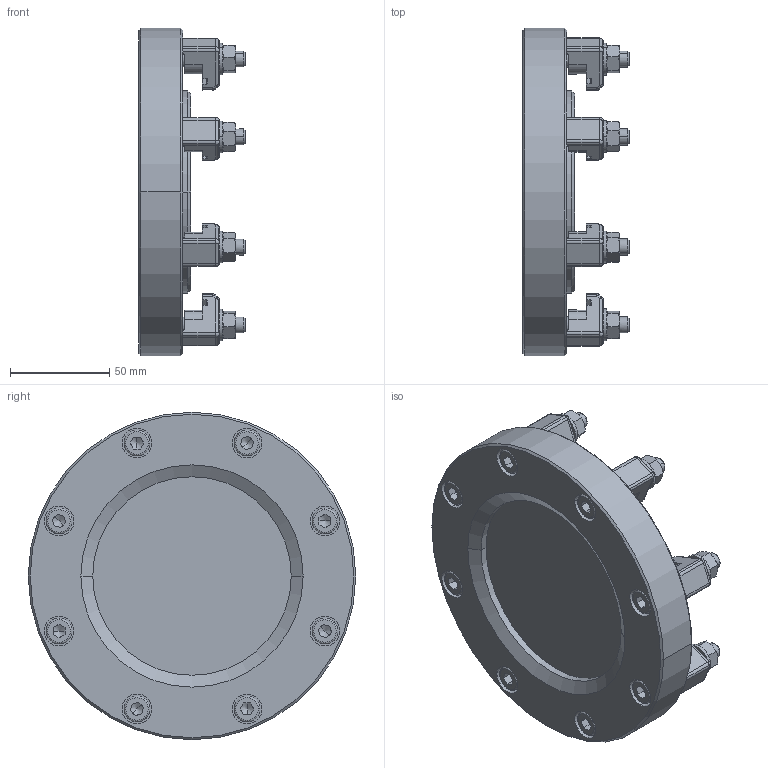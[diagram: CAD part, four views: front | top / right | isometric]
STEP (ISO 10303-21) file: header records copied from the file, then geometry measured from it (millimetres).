
FILE_DESCRIPTION(('FreeCAD Model'),'2;1');
FILE_NAME('ISO100SGV.step','2022-02-04T10:27:06',('Author'),( ''),'Open CASCADE STEP processor 7.3','FreeCAD','Unknown');
FILE_SCHEMA(('AUTOMOTIVE_DESIGN { 1 0 10303 214 1 1 1 1 }'));
Products named in the file (1): ISO100SGV
Bounding box: 53.5 x 165 x 165 mm (x, y, z)
Volume: 445188.3 mm3; surface area: 133539.3 mm2
Topology: 1 solids, 1 shells, 1001 faces, 2486 edges, 1494 vertices
Faces by surface type: cylinder 410, plane 346, cone 161, sphere 48, bspline 22, torus 14
Entity records: 75379 total; most frequent: CARTESIAN_POINT 27994, DIRECTION 9023, ORIENTED_EDGE 4844, PCURVE 4844, DEFINITIONAL_REPRESENTATION 4844, LINE 4217, VECTOR 4217, EDGE_CURVE 2422
